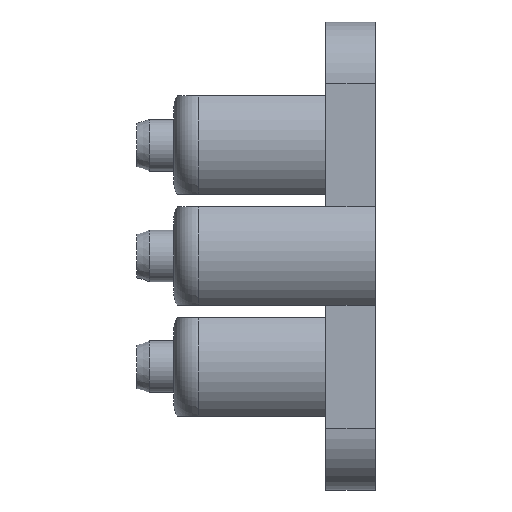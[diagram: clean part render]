
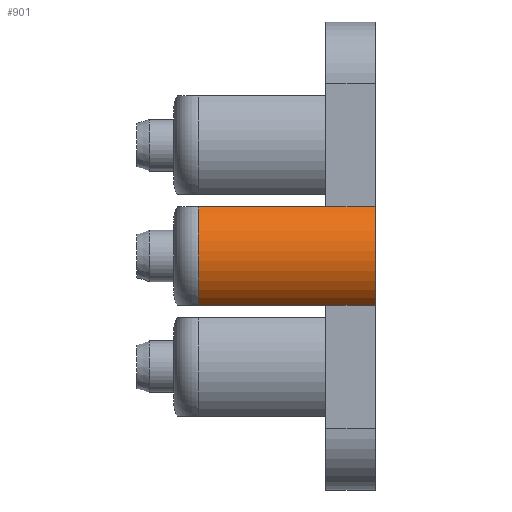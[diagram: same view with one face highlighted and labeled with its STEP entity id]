
A CAD part, left-side view. The second image highlights one B-rep face of the part: STEP entity #901.
In plain terms, the highlighted cylindrical face has radius 5 mm (diameter 10 mm), a partial arc.
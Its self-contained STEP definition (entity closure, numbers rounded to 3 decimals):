
#68=CIRCLE('',#1003,5.);
#72=CIRCLE('',#1009,5.);
#98=CYLINDRICAL_SURFACE('',#1008,5.);
#139=FACE_OUTER_BOUND('',#193,.T.);
#193=EDGE_LOOP('',(#749,#750,#751,#752,#753,#754));
#233=LINE('',#1361,#308);
#257=LINE('',#1436,#332);
#274=LINE('',#1531,#349);
#277=LINE('',#1578,#352);
#308=VECTOR('',#1075,10.);
#332=VECTOR('',#1153,10.);
#349=VECTOR('',#1216,10.);
#352=VECTOR('',#1221,10.);
#384=VERTEX_POINT('',#1358);
#385=VERTEX_POINT('',#1360);
#408=VERTEX_POINT('',#1433);
#409=VERTEX_POINT('',#1435);
#425=VERTEX_POINT('',#1530);
#429=VERTEX_POINT('',#1567);
#470=EDGE_CURVE('',#385,#384,#233,.T.);
#508=EDGE_CURVE('',#409,#408,#257,.T.);
#538=EDGE_CURVE('',#425,#385,#274,.T.);
#544=EDGE_CURVE('',#408,#429,#277,.T.);
#547=EDGE_CURVE('',#429,#425,#68,.T.);
#551=EDGE_CURVE('',#409,#384,#72,.T.);
#749=ORIENTED_EDGE('',*,*,#538,.T.);
#750=ORIENTED_EDGE('',*,*,#470,.T.);
#751=ORIENTED_EDGE('',*,*,#551,.F.);
#752=ORIENTED_EDGE('',*,*,#508,.T.);
#753=ORIENTED_EDGE('',*,*,#544,.T.);
#754=ORIENTED_EDGE('',*,*,#547,.T.);
#901=ADVANCED_FACE('',(#139),#98,.T.);
#1003=AXIS2_PLACEMENT_3D('',#1583,#1230,#1231);
#1008=AXIS2_PLACEMENT_3D('',#1590,#1240,#1241);
#1009=AXIS2_PLACEMENT_3D('',#1591,#1242,#1243);
#1075=DIRECTION('',(0.,-1.,0.));
#1153=DIRECTION('',(0.,1.,0.));
#1216=DIRECTION('',(0.,-1.,0.));
#1221=DIRECTION('',(0.,1.,0.));
#1230=DIRECTION('center_axis',(0.,-1.,0.));
#1231=DIRECTION('ref_axis',(1.,0.,0.));
#1240=DIRECTION('center_axis',(0.,-1.,0.));
#1241=DIRECTION('ref_axis',(-1.,0.,0.));
#1242=DIRECTION('center_axis',(0.,-1.,0.));
#1243=DIRECTION('ref_axis',(1.,0.,0.));
#1358=CARTESIAN_POINT('',(-3.,0.,-4.));
#1360=CARTESIAN_POINT('',(-3.,4.,-4.));
#1361=CARTESIAN_POINT('',(-3.,7.175,-4.));
#1433=CARTESIAN_POINT('',(-3.,4.,4.));
#1435=CARTESIAN_POINT('',(-3.,0.,4.));
#1436=CARTESIAN_POINT('',(-3.,7.175,4.));
#1530=CARTESIAN_POINT('',(-3.,14.35,-4.));
#1531=CARTESIAN_POINT('',(-3.,7.175,-4.));
#1567=CARTESIAN_POINT('',(-3.,14.35,4.));
#1578=CARTESIAN_POINT('',(-3.,7.175,4.));
#1583=CARTESIAN_POINT('Origin',(0.,14.35,0.));
#1590=CARTESIAN_POINT('Origin',(0.,7.175,0.));
#1591=CARTESIAN_POINT('Origin',(0.,0.,0.));
